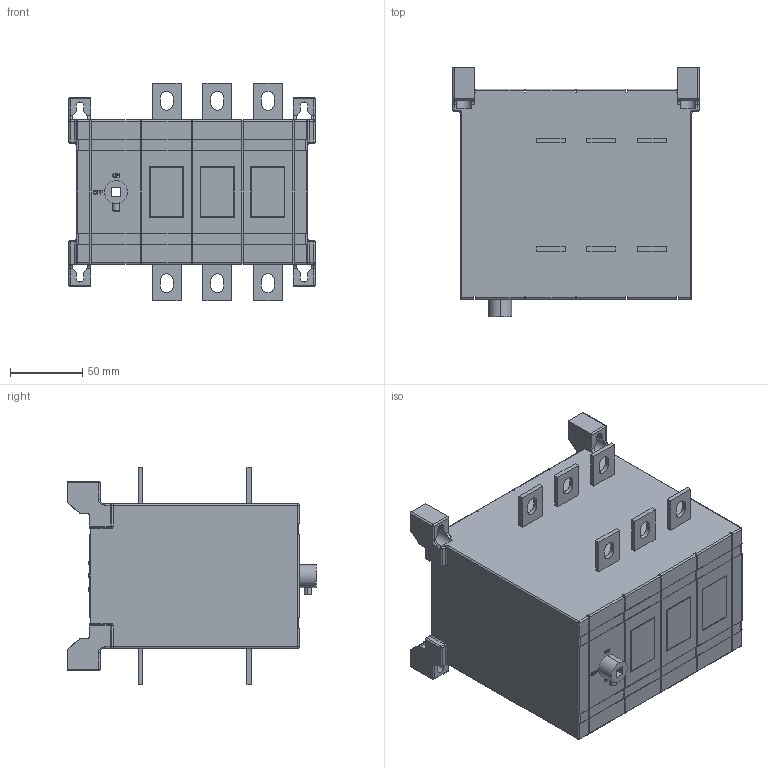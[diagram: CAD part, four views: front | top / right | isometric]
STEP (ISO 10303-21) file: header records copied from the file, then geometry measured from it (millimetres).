
FILE_DESCRIPTION (( 'STEP AP214' ), '1' );
FILE_NAME ('KARAT Âûêë-ðàçúåä. ÂÐÊ ðåâåðñ. áåç ðóêîÿòêè 3P 250À IEK +.STEP', '2026-01-15T09:52:15', ( '' ), ( '' ), 'SwSTEP 2.0', 'SolidWorks 2022', '' );
FILE_SCHEMA (( 'AUTOMOTIVE_DESIGN' ));
Length unit declared in the file: millimetre
Products named in the file (1): KARAT Выкл-разъед. ВРК реверс. без рукоятки 3P 250А IEK +
Bounding box: 170 x 172 x 150 mm (x, y, z)
Volume: 2345486.1 mm3; surface area: 141542.8 mm2
Topology: 1 solids, 1 shells, 708 faces, 1911 edges, 1229 vertices
Faces by surface type: plane 454, cylinder 175, bspline 48, torus 16, sphere 15
Entity records: 26460 total; most frequent: CARTESIAN_POINT 8887, ORIENTED_EDGE 3792, DIRECTION 3378, EDGE_CURVE 1896, LINE 1416, VECTOR 1416, VERTEX_POINT 1229, AXIS2_PLACEMENT_3D 981
